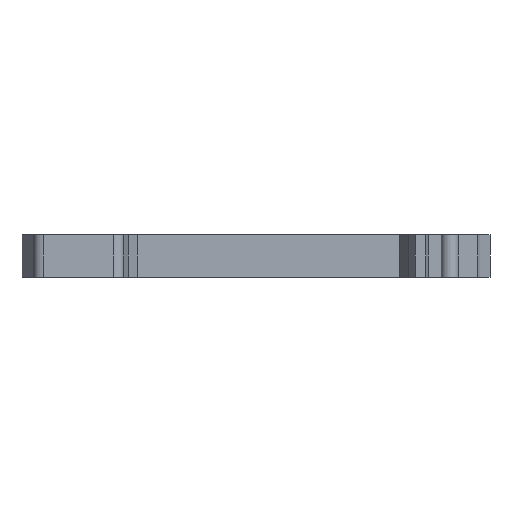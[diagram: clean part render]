
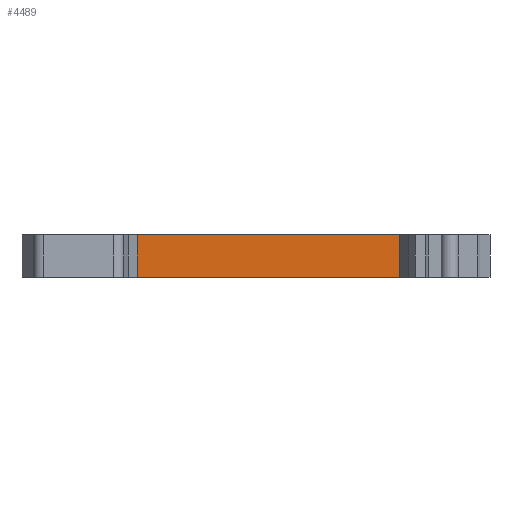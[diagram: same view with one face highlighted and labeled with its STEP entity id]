
A CAD part, front view. The second image highlights one B-rep face of the part: STEP entity #4489.
In plain terms, the highlighted planar face has unit normal (0, -1, 0).
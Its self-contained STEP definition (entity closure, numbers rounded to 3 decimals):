
#318 = AXIS2_PLACEMENT_3D ( 'NONE', #6826, #7423, #3985 ) ;
#544 = CARTESIAN_POINT ( 'NONE',  ( 15.272, 0., 2.5 ) ) ;
#868 = CARTESIAN_POINT ( 'NONE',  ( -15.272, 0., 2.5 ) ) ;
#889 = VERTEX_POINT ( 'NONE', #868 ) ;
#982 = CARTESIAN_POINT ( 'NONE',  ( 15.272, 0., -2.5 ) ) ;
#1611 = LINE ( 'NONE', #3964, #4451 ) ;
#1766 = ORIENTED_EDGE ( 'NONE', *, *, #6009, .T. ) ;
#2273 = DIRECTION ( 'NONE',  ( 0., 0., -1. ) ) ;
#2378 = VERTEX_POINT ( 'NONE', #982 ) ;
#2412 = VERTEX_POINT ( 'NONE', #544 ) ;
#2419 = VECTOR ( 'NONE', #4517, 1000. ) ;
#2441 = ORIENTED_EDGE ( 'NONE', *, *, #7001, .T. ) ;
#2707 = DIRECTION ( 'NONE',  ( 1., 0., 0. ) ) ;
#3252 = DIRECTION ( 'NONE',  ( 0., 0., -1. ) ) ;
#3412 = PLANE ( 'NONE',  #318 ) ;
#3964 = CARTESIAN_POINT ( 'NONE',  ( 15.272, 0., 2.5 ) ) ;
#3985 = DIRECTION ( 'NONE',  ( -1., 0., 0. ) ) ;
#4451 = VECTOR ( 'NONE', #2273, 1000. ) ;
#4489 = ADVANCED_FACE ( 'NONE', ( #5864 ), #3412, .F. ) ;
#4517 = DIRECTION ( 'NONE',  ( 1., 0., 0. ) ) ;
#4943 = CARTESIAN_POINT ( 'NONE',  ( -15.272, 0., 2.5 ) ) ;
#5076 = CARTESIAN_POINT ( 'NONE',  ( -15.272, 0., -2.5 ) ) ;
#5165 = EDGE_CURVE ( 'NONE', #2412, #2378, #1611, .T. ) ;
#5414 = ORIENTED_EDGE ( 'NONE', *, *, #5639, .F. ) ;
#5551 = CARTESIAN_POINT ( 'NONE',  ( -15.272, 0., 2.5 ) ) ;
#5558 = LINE ( 'NONE', #4943, #6898 ) ;
#5564 = VECTOR ( 'NONE', #2707, 1000. ) ;
#5639 = EDGE_CURVE ( 'NONE', #889, #2412, #7085, .T. ) ;
#5802 = CARTESIAN_POINT ( 'NONE',  ( -15.272, 0., -2.5 ) ) ;
#5864 = FACE_OUTER_BOUND ( 'NONE', #6752, .T. ) ;
#6009 = EDGE_CURVE ( 'NONE', #6189, #2378, #6974, .T. ) ;
#6189 = VERTEX_POINT ( 'NONE', #5802 ) ;
#6526 = ORIENTED_EDGE ( 'NONE', *, *, #5165, .F. ) ;
#6752 = EDGE_LOOP ( 'NONE', ( #1766, #6526, #5414, #2441 ) ) ;
#6826 = CARTESIAN_POINT ( 'NONE',  ( -15.272, 0., 2.5 ) ) ;
#6898 = VECTOR ( 'NONE', #3252, 1000. ) ;
#6974 = LINE ( 'NONE', #5076, #2419 ) ;
#7001 = EDGE_CURVE ( 'NONE', #889, #6189, #5558, .T. ) ;
#7085 = LINE ( 'NONE', #5551, #5564 ) ;
#7423 = DIRECTION ( 'NONE',  ( 0., 1., 0. ) ) ;
